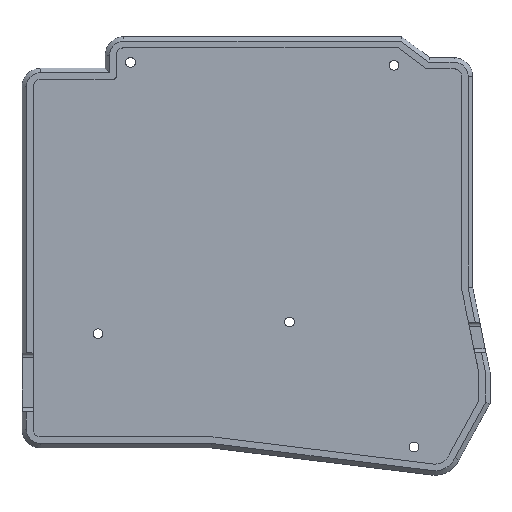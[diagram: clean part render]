
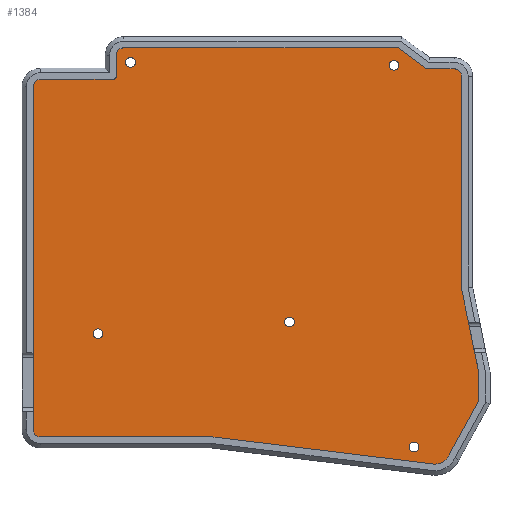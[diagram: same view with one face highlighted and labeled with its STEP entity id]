
A CAD part, top view. The second image highlights one B-rep face of the part: STEP entity #1384.
In plain terms, the highlighted planar face has unit normal (0, 0, 1).
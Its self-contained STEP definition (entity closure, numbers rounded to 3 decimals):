
#15=FACE_BOUND('',#265,.T.);
#16=FACE_BOUND('',#266,.T.);
#17=FACE_BOUND('',#267,.T.);
#18=FACE_BOUND('',#268,.T.);
#19=FACE_BOUND('',#269,.T.);
#52=CIRCLE('',#1465,3.437);
#53=CIRCLE('',#1469,1.688);
#54=CIRCLE('',#1471,1.688);
#56=CIRCLE('',#1476,1.688);
#58=CIRCLE('',#1482,1.689);
#60=CIRCLE('',#1486,0.688);
#63=CIRCLE('',#1491,1.1);
#65=CIRCLE('',#1494,1.1);
#67=CIRCLE('',#1497,1.1);
#69=CIRCLE('',#1500,1.1);
#71=CIRCLE('',#1503,1.1);
#118=PLANE('',#1504);
#191=FACE_OUTER_BOUND('',#264,.T.);
#264=EDGE_LOOP('',(#1248,#1249,#1250,#1251,#1252,#1253,#1254,#1255,#1256,
#1257,#1258,#1259,#1260,#1261,#1262,#1263,#1264,#1265));
#265=EDGE_LOOP('',(#1266));
#266=EDGE_LOOP('',(#1267));
#267=EDGE_LOOP('',(#1268));
#268=EDGE_LOOP('',(#1269));
#269=EDGE_LOOP('',(#1270));
#297=LINE('',#1948,#447);
#382=LINE('',#2157,#532);
#391=LINE('',#2182,#541);
#393=LINE('',#2186,#543);
#396=LINE('',#2194,#546);
#398=LINE('',#2198,#548);
#401=LINE('',#2210,#551);
#404=LINE('',#2216,#554);
#408=LINE('',#2228,#558);
#411=LINE('',#2234,#561);
#414=LINE('',#2240,#564);
#418=LINE('',#2252,#568);
#447=VECTOR('',#1551,10.);
#532=VECTOR('',#1748,10.);
#541=VECTOR('',#1773,10.);
#543=VECTOR('',#1777,10.);
#546=VECTOR('',#1786,10.);
#548=VECTOR('',#1790,10.);
#551=VECTOR('',#1805,10.);
#554=VECTOR('',#1810,10.);
#558=VECTOR('',#1822,10.);
#561=VECTOR('',#1827,10.);
#564=VECTOR('',#1832,10.);
#568=VECTOR('',#1844,10.);
#599=VERTEX_POINT('',#1945);
#600=VERTEX_POINT('',#1947);
#663=VERTEX_POINT('',#2154);
#664=VERTEX_POINT('',#2156);
#672=VERTEX_POINT('',#2181);
#673=VERTEX_POINT('',#2185);
#674=VERTEX_POINT('',#2189);
#675=VERTEX_POINT('',#2193);
#676=VERTEX_POINT('',#2197);
#677=VERTEX_POINT('',#2203);
#679=VERTEX_POINT('',#2209);
#681=VERTEX_POINT('',#2215);
#683=VERTEX_POINT('',#2221);
#685=VERTEX_POINT('',#2227);
#687=VERTEX_POINT('',#2233);
#689=VERTEX_POINT('',#2239);
#691=VERTEX_POINT('',#2245);
#693=VERTEX_POINT('',#2251);
#696=VERTEX_POINT('',#2263);
#698=VERTEX_POINT('',#2269);
#700=VERTEX_POINT('',#2275);
#702=VERTEX_POINT('',#2281);
#704=VERTEX_POINT('',#2287);
#730=EDGE_CURVE('',#600,#599,#297,.T.);
#834=EDGE_CURVE('',#664,#663,#382,.T.);
#846=EDGE_CURVE('',#672,#600,#391,.T.);
#848=EDGE_CURVE('',#673,#672,#393,.T.);
#850=EDGE_CURVE('',#674,#673,#52,.T.);
#852=EDGE_CURVE('',#675,#674,#396,.T.);
#854=EDGE_CURVE('',#676,#675,#398,.T.);
#856=EDGE_CURVE('',#663,#676,#53,.T.);
#857=EDGE_CURVE('',#677,#664,#54,.T.);
#860=EDGE_CURVE('',#679,#677,#401,.T.);
#863=EDGE_CURVE('',#599,#681,#404,.T.);
#866=EDGE_CURVE('',#681,#683,#56,.T.);
#869=EDGE_CURVE('',#683,#685,#408,.T.);
#872=EDGE_CURVE('',#685,#687,#411,.T.);
#875=EDGE_CURVE('',#687,#689,#414,.T.);
#878=EDGE_CURVE('',#689,#691,#58,.T.);
#881=EDGE_CURVE('',#691,#693,#418,.T.);
#884=EDGE_CURVE('',#693,#679,#60,.T.);
#888=EDGE_CURVE('',#696,#696,#63,.T.);
#891=EDGE_CURVE('',#698,#698,#65,.T.);
#894=EDGE_CURVE('',#700,#700,#67,.T.);
#897=EDGE_CURVE('',#702,#702,#69,.T.);
#900=EDGE_CURVE('',#704,#704,#71,.T.);
#1248=ORIENTED_EDGE('',*,*,#860,.T.);
#1249=ORIENTED_EDGE('',*,*,#857,.T.);
#1250=ORIENTED_EDGE('',*,*,#834,.T.);
#1251=ORIENTED_EDGE('',*,*,#856,.T.);
#1252=ORIENTED_EDGE('',*,*,#854,.T.);
#1253=ORIENTED_EDGE('',*,*,#852,.T.);
#1254=ORIENTED_EDGE('',*,*,#850,.T.);
#1255=ORIENTED_EDGE('',*,*,#848,.T.);
#1256=ORIENTED_EDGE('',*,*,#846,.T.);
#1257=ORIENTED_EDGE('',*,*,#730,.T.);
#1258=ORIENTED_EDGE('',*,*,#863,.T.);
#1259=ORIENTED_EDGE('',*,*,#866,.T.);
#1260=ORIENTED_EDGE('',*,*,#869,.T.);
#1261=ORIENTED_EDGE('',*,*,#872,.T.);
#1262=ORIENTED_EDGE('',*,*,#875,.T.);
#1263=ORIENTED_EDGE('',*,*,#878,.T.);
#1264=ORIENTED_EDGE('',*,*,#881,.T.);
#1265=ORIENTED_EDGE('',*,*,#884,.T.);
#1266=ORIENTED_EDGE('',*,*,#888,.T.);
#1267=ORIENTED_EDGE('',*,*,#891,.T.);
#1268=ORIENTED_EDGE('',*,*,#894,.T.);
#1269=ORIENTED_EDGE('',*,*,#897,.T.);
#1270=ORIENTED_EDGE('',*,*,#900,.T.);
#1384=ADVANCED_FACE('',(#191,#15,#16,#17,#18,#19),#118,.T.);
#1465=AXIS2_PLACEMENT_3D('',#2190,#1781,#1782);
#1469=AXIS2_PLACEMENT_3D('',#2201,#1794,#1795);
#1471=AXIS2_PLACEMENT_3D('',#2204,#1798,#1799);
#1476=AXIS2_PLACEMENT_3D('',#2222,#1815,#1816);
#1482=AXIS2_PLACEMENT_3D('',#2246,#1837,#1838);
#1486=AXIS2_PLACEMENT_3D('',#2257,#1849,#1850);
#1491=AXIS2_PLACEMENT_3D('',#2265,#1860,#1861);
#1494=AXIS2_PLACEMENT_3D('',#2271,#1867,#1868);
#1497=AXIS2_PLACEMENT_3D('',#2277,#1874,#1875);
#1500=AXIS2_PLACEMENT_3D('',#2283,#1881,#1882);
#1503=AXIS2_PLACEMENT_3D('',#2289,#1888,#1889);
#1504=AXIS2_PLACEMENT_3D('',#2290,#1890,#1891);
#1551=DIRECTION('',(-0.202,0.979,0.));
#1748=DIRECTION('',(0.,-1.,0.));
#1773=DIRECTION('',(0.,1.,0.));
#1777=DIRECTION('',(0.48,0.877,0.));
#1781=DIRECTION('center_axis',(0.,0.,1.));
#1782=DIRECTION('ref_axis',(-0.122,-0.993,0.));
#1786=DIRECTION('',(0.993,-0.122,0.));
#1790=DIRECTION('',(1.,0.,0.));
#1794=DIRECTION('center_axis',(0.,0.,1.));
#1795=DIRECTION('ref_axis',(-1.,0.,0.));
#1798=DIRECTION('center_axis',(0.,0.,1.));
#1799=DIRECTION('ref_axis',(0.,1.,0.));
#1805=DIRECTION('',(-1.,0.,0.));
#1810=DIRECTION('',(0.,1.,0.));
#1815=DIRECTION('center_axis',(0.,0.,1.));
#1816=DIRECTION('ref_axis',(1.,0.,0.));
#1822=DIRECTION('',(-1.,0.,0.));
#1827=DIRECTION('',(-0.801,0.599,0.));
#1832=DIRECTION('',(-1.,0.,0.));
#1837=DIRECTION('center_axis',(0.,0.,1.));
#1838=DIRECTION('ref_axis',(-0.001,1.,0.));
#1844=DIRECTION('',(0.,-1.,0.));
#1849=DIRECTION('center_axis',(0.,0.,-1.));
#1850=DIRECTION('ref_axis',(0.,-1.,0.));
#1860=DIRECTION('center_axis',(0.,0.,-1.));
#1861=DIRECTION('ref_axis',(-1.,0.,0.));
#1867=DIRECTION('center_axis',(0.,0.,-1.));
#1868=DIRECTION('ref_axis',(-1.,0.,0.));
#1874=DIRECTION('center_axis',(0.,0.,-1.));
#1875=DIRECTION('ref_axis',(-1.,0.,0.));
#1881=DIRECTION('center_axis',(0.,0.,-1.));
#1882=DIRECTION('ref_axis',(-1.,0.,0.));
#1888=DIRECTION('center_axis',(0.,0.,-1.));
#1889=DIRECTION('ref_axis',(-1.,0.,0.));
#1890=DIRECTION('center_axis',(0.,0.,1.));
#1891=DIRECTION('ref_axis',(1.,0.,0.));
#1945=CARTESIAN_POINT('',(173.394,-108.196,1.5));
#1947=CARTESIAN_POINT('',(177.329,-127.304,1.5));
#1948=CARTESIAN_POINT('',(173.394,-108.196,1.5));
#2154=CARTESIAN_POINT('',(76.445,-140.018,1.5));
#2156=CARTESIAN_POINT('',(76.439,-62.502,1.5));
#2157=CARTESIAN_POINT('',(76.439,-62.502,1.5));
#2181=CARTESIAN_POINT('',(177.329,-133.471,1.5));
#2182=CARTESIAN_POINT('',(177.329,-127.304,1.5));
#2185=CARTESIAN_POINT('',(170.579,-145.794,1.5));
#2186=CARTESIAN_POINT('',(170.579,-145.794,1.5));
#2189=CARTESIAN_POINT('',(167.002,-147.849,1.5));
#2190=CARTESIAN_POINT('Origin',(167.421,-144.437,1.5));
#2193=CARTESIAN_POINT('',(116.927,-141.702,1.5));
#2194=CARTESIAN_POINT('',(167.002,-147.849,1.5));
#2197=CARTESIAN_POINT('',(78.133,-141.706,1.5));
#2198=CARTESIAN_POINT('',(116.927,-141.702,1.5));
#2201=CARTESIAN_POINT('Origin',(78.133,-140.018,1.5));
#2203=CARTESIAN_POINT('',(78.127,-60.814,1.5));
#2204=CARTESIAN_POINT('Origin',(78.127,-62.502,1.5));
#2209=CARTESIAN_POINT('',(94.567,-60.814,1.5));
#2210=CARTESIAN_POINT('',(78.127,-60.814,1.5));
#2215=CARTESIAN_POINT('',(173.394,-60.125,1.5));
#2216=CARTESIAN_POINT('',(173.394,-60.125,1.5));
#2221=CARTESIAN_POINT('',(171.707,-58.437,1.5));
#2222=CARTESIAN_POINT('Origin',(171.707,-60.125,1.5));
#2227=CARTESIAN_POINT('',(165.431,-58.436,1.5));
#2228=CARTESIAN_POINT('',(165.431,-58.436,1.5));
#2233=CARTESIAN_POINT('',(159.065,-53.681,1.5));
#2234=CARTESIAN_POINT('',(159.065,-53.681,1.5));
#2239=CARTESIAN_POINT('',(96.943,-53.683,1.5));
#2240=CARTESIAN_POINT('',(96.943,-53.683,1.5));
#2245=CARTESIAN_POINT('',(95.255,-55.373,1.5));
#2246=CARTESIAN_POINT('Origin',(96.945,-55.373,1.5));
#2251=CARTESIAN_POINT('',(95.255,-60.125,1.5));
#2252=CARTESIAN_POINT('',(95.255,-60.125,1.5));
#2257=CARTESIAN_POINT('Origin',(94.567,-60.125,1.5));
#2263=CARTESIAN_POINT('',(163.71,-144.008,1.5));
#2265=CARTESIAN_POINT('Origin',(162.61,-144.008,1.5));
#2269=CARTESIAN_POINT('',(92.214,-118.359,1.5));
#2271=CARTESIAN_POINT('Origin',(91.114,-118.359,1.5));
#2275=CARTESIAN_POINT('',(99.59,-56.964,1.5));
#2277=CARTESIAN_POINT('Origin',(98.49,-56.964,1.5));
#2281=CARTESIAN_POINT('',(135.578,-115.715,1.5));
#2283=CARTESIAN_POINT('Origin',(134.478,-115.715,1.5));
#2287=CARTESIAN_POINT('',(159.229,-57.633,1.5));
#2289=CARTESIAN_POINT('Origin',(158.129,-57.633,1.5));
#2290=CARTESIAN_POINT('Origin',(126.884,-100.778,1.5));
